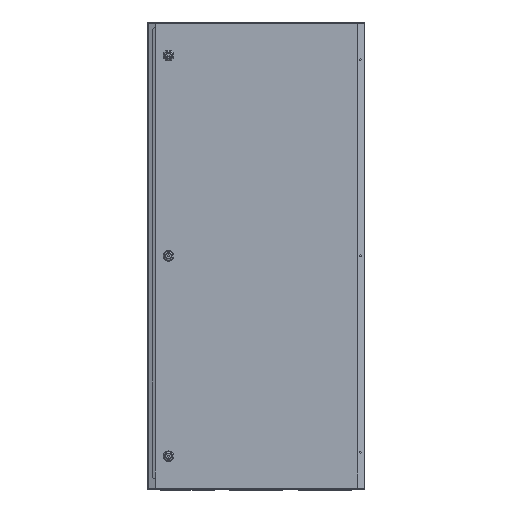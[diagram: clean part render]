
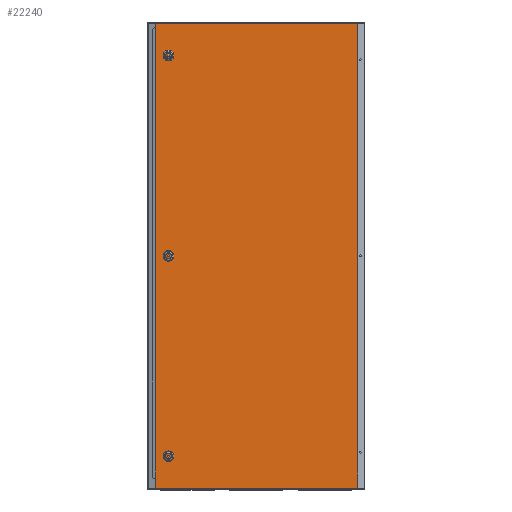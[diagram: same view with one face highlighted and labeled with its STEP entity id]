
A CAD part, top view. The second image highlights one B-rep face of the part: STEP entity #22240.
In plain terms, the highlighted planar face has unit normal (-0.002, 0, 1).
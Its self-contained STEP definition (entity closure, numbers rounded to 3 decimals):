
#403 = EDGE_CURVE ( 'NONE', #27008, #26259, #19642, .T. ) ;
#552 = DIRECTION ( 'NONE',  ( 0., 0., 1. ) ) ;
#741 = VERTEX_POINT ( 'NONE', #7733 ) ;
#1078 = VERTEX_POINT ( 'NONE', #13165 ) ;
#1485 = VERTEX_POINT ( 'NONE', #26399 ) ;
#1658 = DIRECTION ( 'NONE',  ( 1., 0., 0. ) ) ;
#2627 = EDGE_CURVE ( 'NONE', #1078, #31535, #22661, .T. ) ;
#2757 = ORIENTED_EDGE ( 'NONE', *, *, #21656, .F. ) ;
#2812 = PLANE ( 'NONE',  #9893 ) ;
#3178 = EDGE_LOOP ( 'NONE', ( #12139, #25904 ) ) ;
#3923 = AXIS2_PLACEMENT_3D ( 'NONE', #12705, #29705, #15201 ) ;
#4003 = FACE_BOUND ( 'NONE', #20449, .T. ) ;
#4453 = VECTOR ( 'NONE', #22233, 1000. ) ;
#4567 = CARTESIAN_POINT ( 'NONE',  ( -263.5, 600., 0. ) ) ;
#5241 = EDGE_CURVE ( 'NONE', #31535, #16868, #25454, .T. ) ;
#6436 = VERTEX_POINT ( 'NONE', #10578 ) ;
#6497 = LINE ( 'NONE', #29602, #30878 ) ;
#7017 = DIRECTION ( 'NONE',  ( 1., 0., 0. ) ) ;
#7610 = CARTESIAN_POINT ( 'NONE',  ( 302.921, -695., 0. ) ) ;
#7733 = CARTESIAN_POINT ( 'NONE',  ( -262., -600., 0. ) ) ;
#8105 = EDGE_LOOP ( 'NONE', ( #2757, #13566 ) ) ;
#9552 = EDGE_CURVE ( 'NONE', #6436, #27299, #20683, .T. ) ;
#9893 = AXIS2_PLACEMENT_3D ( 'NONE', #24757, #10226, #27236 ) ;
#10051 = EDGE_CURVE ( 'NONE', #19333, #741, #27110, .T. ) ;
#10226 = DIRECTION ( 'NONE',  ( 0., 0., 1. ) ) ;
#10560 = EDGE_CURVE ( 'NONE', #1078, #1485, #17494, .T. ) ;
#10578 = CARTESIAN_POINT ( 'NONE',  ( -262., 600., 0. ) ) ;
#11096 = AXIS2_PLACEMENT_3D ( 'NONE', #15291, #552, #17725 ) ;
#11272 = CARTESIAN_POINT ( 'NONE',  ( -265., 600., 0. ) ) ;
#12139 = ORIENTED_EDGE ( 'NONE', *, *, #403, .F. ) ;
#12545 = VECTOR ( 'NONE', #27067, 1000. ) ;
#12705 = CARTESIAN_POINT ( 'NONE',  ( -263.5, -600., 0. ) ) ;
#13165 = CARTESIAN_POINT ( 'NONE',  ( 302.921, 695., 0. ) ) ;
#13566 = ORIENTED_EDGE ( 'NONE', *, *, #10051, .F. ) ;
#13622 = CARTESIAN_POINT ( 'NONE',  ( 302.921, 695., 0. ) ) ;
#14633 = AXIS2_PLACEMENT_3D ( 'NONE', #30864, #16371, #1658 ) ;
#14753 = CARTESIAN_POINT ( 'NONE',  ( -302.921, -695., 0. ) ) ;
#14773 = CARTESIAN_POINT ( 'NONE',  ( -302.921, -695., 0. ) ) ;
#14936 = CARTESIAN_POINT ( 'NONE',  ( -302.921, 695., 0. ) ) ;
#15085 = DIRECTION ( 'NONE',  ( 0., -1., 0. ) ) ;
#15201 = DIRECTION ( 'NONE',  ( -1., 0., 0. ) ) ;
#15291 = CARTESIAN_POINT ( 'NONE',  ( -263.5, -600., 0. ) ) ;
#15554 = ORIENTED_EDGE ( 'NONE', *, *, #5241, .F. ) ;
#15739 = ORIENTED_EDGE ( 'NONE', *, *, #10560, .T. ) ;
#16280 = FACE_BOUND ( 'NONE', #8105, .T. ) ;
#16371 = DIRECTION ( 'NONE',  ( 0., 0., 1. ) ) ;
#16642 = EDGE_CURVE ( 'NONE', #26259, #27008, #30471, .T. ) ;
#16650 = AXIS2_PLACEMENT_3D ( 'NONE', #17803, #17729, #17686 ) ;
#16868 = VERTEX_POINT ( 'NONE', #14773 ) ;
#17494 = LINE ( 'NONE', #14936, #4453 ) ;
#17522 = DIRECTION ( 'NONE',  ( 0., 0., 1. ) ) ;
#17686 = DIRECTION ( 'NONE',  ( 1., 0., 0. ) ) ;
#17725 = DIRECTION ( 'NONE',  ( -1., 0., 0. ) ) ;
#17729 = DIRECTION ( 'NONE',  ( 0., 0., 1. ) ) ;
#17803 = CARTESIAN_POINT ( 'NONE',  ( -263.5, 600., 0. ) ) ;
#18681 = AXIS2_PLACEMENT_3D ( 'NONE', #28571, #17522, #28988 ) ;
#19333 = VERTEX_POINT ( 'NONE', #31530 ) ;
#19642 = CIRCLE ( 'NONE', #18681, 1.5 ) ;
#20449 = EDGE_LOOP ( 'NONE', ( #21402, #27324 ) ) ;
#20681 = CARTESIAN_POINT ( 'NONE',  ( -265., 0., 0. ) ) ;
#20683 = CIRCLE ( 'NONE', #16650, 1.5 ) ;
#21402 = ORIENTED_EDGE ( 'NONE', *, *, #9552, .F. ) ;
#21604 = CARTESIAN_POINT ( 'NONE',  ( -262., 0., 0. ) ) ;
#21656 = EDGE_CURVE ( 'NONE', #741, #19333, #25773, .T. ) ;
#21659 = DIRECTION ( 'NONE',  ( 0., 0., 1. ) ) ;
#21957 = FACE_OUTER_BOUND ( 'NONE', #27064, .T. ) ;
#22233 = DIRECTION ( 'NONE',  ( -1., 0., 0. ) ) ;
#22240 = ADVANCED_FACE ( 'NONE', ( #24236, #16280, #4003, #21957 ), #2812, .T. ) ;
#22661 = LINE ( 'NONE', #13622, #23424 ) ;
#23424 = VECTOR ( 'NONE', #28303, 1000. ) ;
#24236 = FACE_BOUND ( 'NONE', #3178, .T. ) ;
#24757 = CARTESIAN_POINT ( 'NONE',  ( -302.921, 695., 0. ) ) ;
#25158 = ORIENTED_EDGE ( 'NONE', *, *, #2627, .F. ) ;
#25454 = LINE ( 'NONE', #14753, #12545 ) ;
#25773 = CIRCLE ( 'NONE', #11096, 1.5 ) ;
#25904 = ORIENTED_EDGE ( 'NONE', *, *, #16642, .F. ) ;
#25938 = AXIS2_PLACEMENT_3D ( 'NONE', #4567, #21659, #7017 ) ;
#26259 = VERTEX_POINT ( 'NONE', #20681 ) ;
#26399 = CARTESIAN_POINT ( 'NONE',  ( -302.921, 695., 0. ) ) ;
#27008 = VERTEX_POINT ( 'NONE', #21604 ) ;
#27064 = EDGE_LOOP ( 'NONE', ( #15554, #25158, #15739, #31212 ) ) ;
#27067 = DIRECTION ( 'NONE',  ( -1., 0., 0. ) ) ;
#27110 = CIRCLE ( 'NONE', #3923, 1.5 ) ;
#27236 = DIRECTION ( 'NONE',  ( 1., 0., 0. ) ) ;
#27299 = VERTEX_POINT ( 'NONE', #11272 ) ;
#27324 = ORIENTED_EDGE ( 'NONE', *, *, #30398, .F. ) ;
#28159 = EDGE_CURVE ( 'NONE', #1485, #16868, #6497, .T. ) ;
#28303 = DIRECTION ( 'NONE',  ( 0., -1., 0. ) ) ;
#28571 = CARTESIAN_POINT ( 'NONE',  ( -263.5, 0., 0. ) ) ;
#28988 = DIRECTION ( 'NONE',  ( 1., 0., 0. ) ) ;
#29602 = CARTESIAN_POINT ( 'NONE',  ( -302.921, 695., 0. ) ) ;
#29705 = DIRECTION ( 'NONE',  ( 0., 0., 1. ) ) ;
#29943 = CIRCLE ( 'NONE', #25938, 1.5 ) ;
#30398 = EDGE_CURVE ( 'NONE', #27299, #6436, #29943, .T. ) ;
#30471 = CIRCLE ( 'NONE', #14633, 1.5 ) ;
#30864 = CARTESIAN_POINT ( 'NONE',  ( -263.5, 0., 0. ) ) ;
#30878 = VECTOR ( 'NONE', #15085, 1000. ) ;
#31212 = ORIENTED_EDGE ( 'NONE', *, *, #28159, .T. ) ;
#31530 = CARTESIAN_POINT ( 'NONE',  ( -265., -600., 0. ) ) ;
#31535 = VERTEX_POINT ( 'NONE', #7610 ) ;
